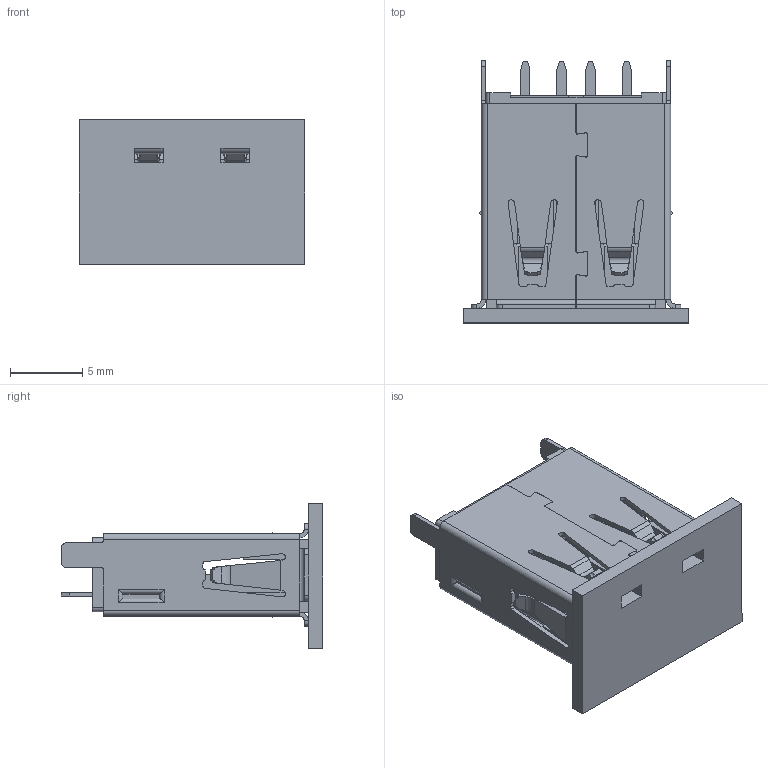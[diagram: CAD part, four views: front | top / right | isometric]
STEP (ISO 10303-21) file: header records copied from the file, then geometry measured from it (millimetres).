
FILE_DESCRIPTION(/* description */ ('Unknown'),/* implementation_level */ '2;1');
FILE_NAME(/* name */ '614104135023R',/* time_stamp */ '2017-09-25T16:28:05+02:00',/* author */ ('Unknown'),/* organization */ ('Unknown'),/* preprocessor_version */ 'ST-DEVELOPER v16.7',/* originating_system */ 'DEX',/* authorisation */ $);
FILE_SCHEMA (('AUTOMOTIVE_DESIGN {1 0 10303 214 3 1 1}'));
Length unit declared in the file: millimetre
Products named in the file (6): 614104135023R; 614104135023R_Shielding; 614104135023R_Insulator; 614104135023R_Pin; 614104135023R_Insulator2; 614104135023R_Cap
Assembly tree (8 placements, depth 2):
  614104135023R
    614104135023R_Shielding
    614104135023R_Insulator
    614104135023R_Pin  x4
    614104135023R_Insulator2
    614104135023R_Cap
Bounding box: 15.6 x 18.1 x 10 mm (x, y, z)
Volume: 787.8 mm3; surface area: 2771.1 mm2
Topology: 8 solids, 8 shells, 719 faces, 1943 edges, 1240 vertices
Faces by surface type: plane 503, cylinder 184, bspline 24, torus 8
Entity records: 20024 total; most frequent: CARTESIAN_POINT 3837, ORIENTED_EDGE 3382, DIRECTION 3159, EDGE_CURVE 1691, LINE 1347, VECTOR 1347, VERTEX_POINT 1072, AXIS2_PLACEMENT_3D 906
